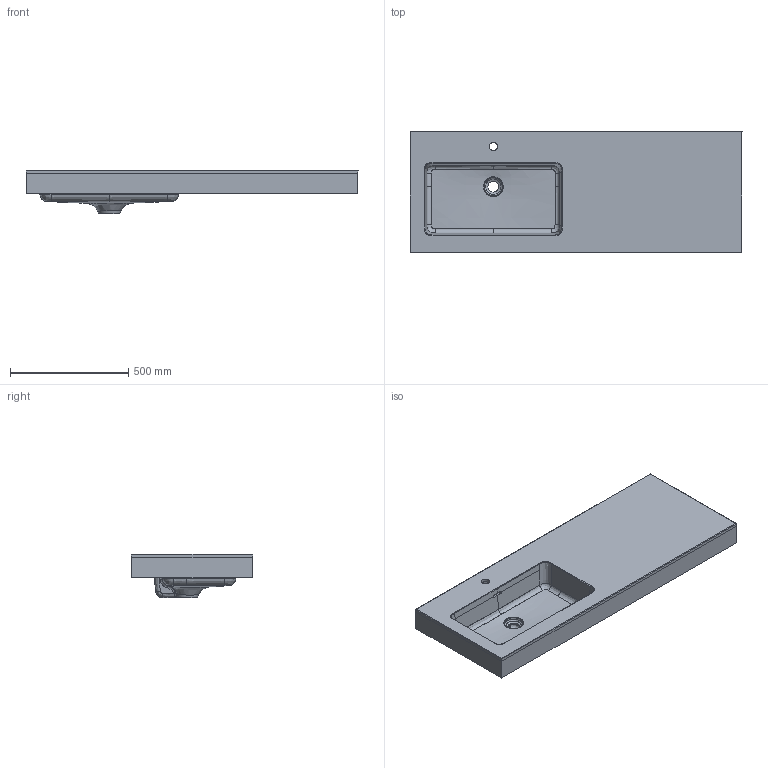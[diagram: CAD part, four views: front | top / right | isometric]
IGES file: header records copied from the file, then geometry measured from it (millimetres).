
Global section: file name: 80_7920_14_31_10_BOSCOLO 140x51.igs; native system: NX V8.5; preprocessor: SIEMENS PLM Software NX 8.5; date: 20201228.132517; units: millimetre
Bounding box: 1405 x 515 x 184.25 mm (x, y, z)
Surface area: 2490089.1 mm2 (no closed solid volume)
Topology: 0 solids, 0 shells, 263 faces, 1943 edges, 1908 vertices
Faces by surface type: bspline 246, offset 17
